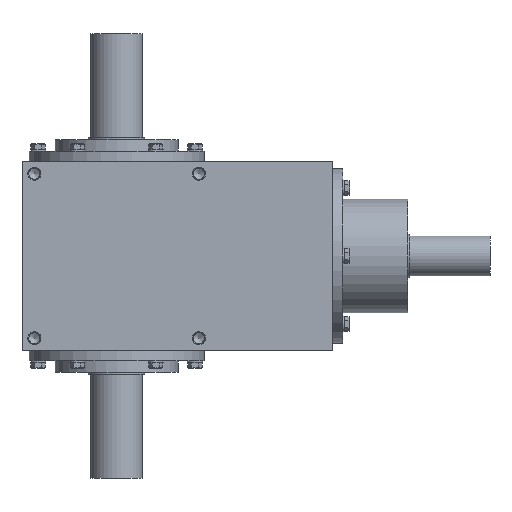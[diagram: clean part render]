
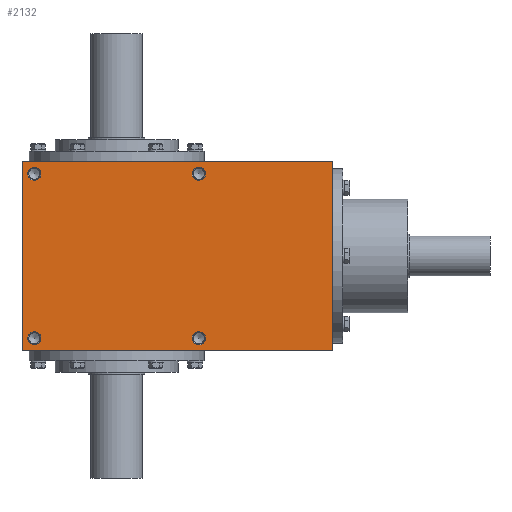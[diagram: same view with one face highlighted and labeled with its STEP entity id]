
A CAD part, front view. The second image highlights one B-rep face of the part: STEP entity #2132.
In plain terms, the highlighted planar face has unit normal (0, -1, 0).
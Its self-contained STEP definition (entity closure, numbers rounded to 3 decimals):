
#284=PLANE('',#2464);
#325=LINE('',#3808,#365);
#328=LINE('',#3822,#368);
#329=LINE('',#3824,#369);
#330=LINE('',#3826,#370);
#365=VECTOR('',#3041,1000.);
#368=VECTOR('',#3054,1000.);
#369=VECTOR('',#3055,1000.);
#370=VECTOR('',#3056,1000.);
#633=ORIENTED_EDGE('',*,*,#1015,.T.);
#634=ORIENTED_EDGE('',*,*,#1016,.F.);
#635=ORIENTED_EDGE('',*,*,#1017,.T.);
#636=ORIENTED_EDGE('',*,*,#1018,.F.);
#637=ORIENTED_EDGE('',*,*,#1019,.T.);
#638=ORIENTED_EDGE('',*,*,#1020,.F.);
#639=ORIENTED_EDGE('',*,*,#1021,.T.);
#640=ORIENTED_EDGE('',*,*,#1012,.T.);
#1012=EDGE_CURVE('',#1213,#1212,#325,.T.);
#1015=EDGE_CURVE('',#1215,#1215,#1357,.T.);
#1016=EDGE_CURVE('',#1216,#1216,#1358,.T.);
#1017=EDGE_CURVE('',#1217,#1217,#1359,.T.);
#1018=EDGE_CURVE('',#1218,#1218,#1360,.T.);
#1019=EDGE_CURVE('',#1212,#1219,#328,.T.);
#1020=EDGE_CURVE('',#1220,#1219,#329,.T.);
#1021=EDGE_CURVE('',#1220,#1213,#330,.T.);
#1212=VERTEX_POINT('',#3807);
#1213=VERTEX_POINT('',#3809);
#1215=VERTEX_POINT('',#3815);
#1216=VERTEX_POINT('',#3817);
#1217=VERTEX_POINT('',#3819);
#1218=VERTEX_POINT('',#3821);
#1219=VERTEX_POINT('',#3823);
#1220=VERTEX_POINT('',#3825);
#1357=CIRCLE('',#2465,7.);
#1358=CIRCLE('',#2466,7.);
#1359=CIRCLE('',#2467,7.);
#1360=CIRCLE('',#2468,7.);
#1524=EDGE_LOOP('',(#633));
#1525=EDGE_LOOP('',(#634));
#1526=EDGE_LOOP('',(#635));
#1527=EDGE_LOOP('',(#636));
#1528=EDGE_LOOP('',(#637,#638,#639,#640));
#1806=FACE_BOUND('',#1524,.T.);
#1807=FACE_BOUND('',#1525,.T.);
#1808=FACE_BOUND('',#1526,.T.);
#1809=FACE_BOUND('',#1527,.T.);
#1810=FACE_BOUND('',#1528,.T.);
#2132=ADVANCED_FACE('',(#1806,#1807,#1808,#1809,#1810),#284,.F.);
#2464=AXIS2_PLACEMENT_3D('',#3813,#3044,#3045);
#2465=AXIS2_PLACEMENT_3D('',#3814,#3046,#3047);
#2466=AXIS2_PLACEMENT_3D('',#3816,#3048,#3049);
#2467=AXIS2_PLACEMENT_3D('',#3818,#3050,#3051);
#2468=AXIS2_PLACEMENT_3D('',#3820,#3052,#3053);
#3041=DIRECTION('',(0.,0.,-1.));
#3044=DIRECTION('',(0.,1.,0.));
#3045=DIRECTION('',(0.,0.,1.));
#3046=DIRECTION('',(0.,1.,0.));
#3047=DIRECTION('',(0.,0.,1.));
#3048=DIRECTION('',(0.,-1.,0.));
#3049=DIRECTION('',(0.,0.,-1.));
#3050=DIRECTION('',(0.,1.,0.));
#3051=DIRECTION('',(0.,0.,1.));
#3052=DIRECTION('',(0.,-1.,0.));
#3053=DIRECTION('',(0.,0.,-1.));
#3054=DIRECTION('',(1.,0.,0.));
#3055=DIRECTION('',(0.,0.,-1.));
#3056=DIRECTION('',(-1.,0.,0.));
#3807=CARTESIAN_POINT('',(-100.,-100.,-100.));
#3808=CARTESIAN_POINT('',(-100.,-100.,100.));
#3809=CARTESIAN_POINT('',(-100.,-100.,228.));
#3813=CARTESIAN_POINT('',(-100.,-100.,100.));
#3814=CARTESIAN_POINT('',(-87.,-100.,-87.));
#3815=CARTESIAN_POINT('',(-87.,-100.,-80.));
#3816=CARTESIAN_POINT('',(87.,-100.,-87.));
#3817=CARTESIAN_POINT('',(87.,-100.,-94.));
#3818=CARTESIAN_POINT('',(-87.,-100.,87.));
#3819=CARTESIAN_POINT('',(-87.,-100.,94.));
#3820=CARTESIAN_POINT('',(87.,-100.,87.));
#3821=CARTESIAN_POINT('',(87.,-100.,80.));
#3822=CARTESIAN_POINT('',(-100.,-100.,-100.));
#3823=CARTESIAN_POINT('',(100.,-100.,-100.));
#3824=CARTESIAN_POINT('',(100.,-100.,100.));
#3825=CARTESIAN_POINT('',(100.,-100.,228.));
#3826=CARTESIAN_POINT('',(100.,-100.,228.));
